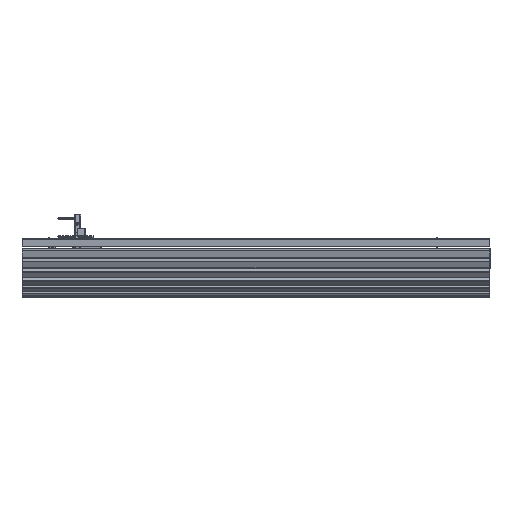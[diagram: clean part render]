
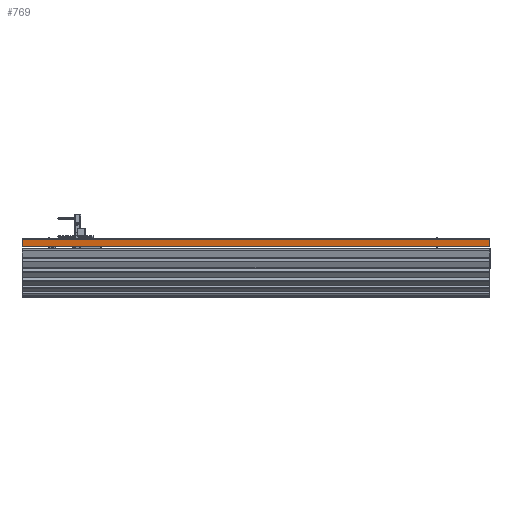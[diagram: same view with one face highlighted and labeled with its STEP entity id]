
A CAD part, top view. The second image highlights one B-rep face of the part: STEP entity #769.
In plain terms, the highlighted face is planar.
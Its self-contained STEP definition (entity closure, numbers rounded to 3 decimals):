
#769 = ADVANCED_FACE( '', ( #1876 ), #1877, .F. );
#1876 = FACE_OUTER_BOUND( '', #3500, .T. );
#1877 = PLANE( '', #3501 );
#3500 = EDGE_LOOP( '', ( #5400, #5401, #5402, #5403 ) );
#3501 = AXIS2_PLACEMENT_3D( '', #5404, #5405, #5406 );
#5400 = ORIENTED_EDGE( '', *, *, #9178, .T. );
#5401 = ORIENTED_EDGE( '', *, *, #9179, .T. );
#5402 = ORIENTED_EDGE( '', *, *, #9180, .T. );
#5403 = ORIENTED_EDGE( '', *, *, #9181, .T. );
#5404 = CARTESIAN_POINT( '', ( 30., 30., 1800. ) );
#5405 = DIRECTION( '', ( 0., -1., 0. ) );
#5406 = DIRECTION( '', ( 0., 0., -1. ) );
#9178 = EDGE_CURVE( '', #10915, #10916, #10917, .F. );
#9179 = EDGE_CURVE( '', #10916, #10918, #10919, .F. );
#9180 = EDGE_CURVE( '', #10918, #10920, #10921, .T. );
#9181 = EDGE_CURVE( '', #10920, #10915, #10922, .T. );
#10915 = VERTEX_POINT( '', #13400 );
#10916 = VERTEX_POINT( '', #13401 );
#10917 = LINE( '', #13402, #13403 );
#10918 = VERTEX_POINT( '', #13404 );
#10919 = LINE( '', #13405, #13406 );
#10920 = VERTEX_POINT( '', #13407 );
#10921 = LINE( '', #13408, #13409 );
#10922 = LINE( '', #13410, #13411 );
#13400 = CARTESIAN_POINT( '', ( 1., 30., 1. ) );
#13401 = CARTESIAN_POINT( '', ( 1., 30., 1799. ) );
#13402 = CARTESIAN_POINT( '', ( 1., 30., 1800. ) );
#13403 = VECTOR( '', #16152, 1000. );
#13404 = CARTESIAN_POINT( '', ( 29., 30., 1799. ) );
#13405 = CARTESIAN_POINT( '', ( 29., 30., 1799. ) );
#13406 = VECTOR( '', #16153, 1000. );
#13407 = CARTESIAN_POINT( '', ( 29., 30., 1. ) );
#13408 = CARTESIAN_POINT( '', ( 29., 30., 1800. ) );
#13409 = VECTOR( '', #16154, 1000. );
#13410 = CARTESIAN_POINT( '', ( 30., 30., 1. ) );
#13411 = VECTOR( '', #16155, 1000. );
#16152 = DIRECTION( '', ( 0., 0., -1. ) );
#16153 = DIRECTION( '', ( -1., 0., 0. ) );
#16154 = DIRECTION( '', ( 0., 0., -1. ) );
#16155 = DIRECTION( '', ( -1., 0., 0. ) );
